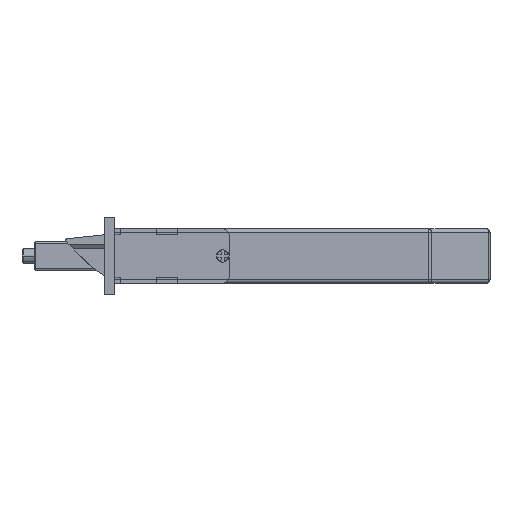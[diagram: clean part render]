
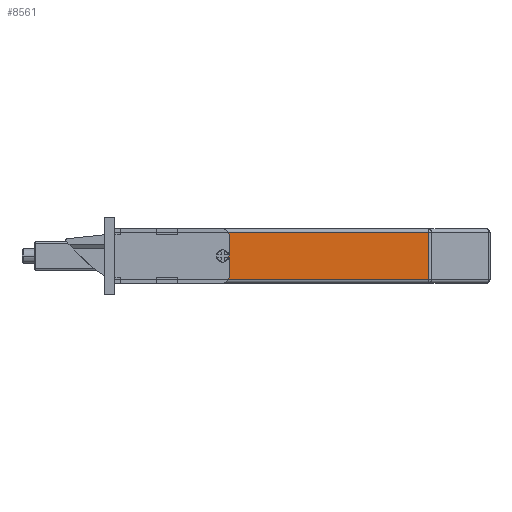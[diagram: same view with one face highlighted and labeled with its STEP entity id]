
A CAD part, front view. The second image highlights one B-rep face of the part: STEP entity #8561.
In plain terms, the highlighted planar face has unit normal (0, -1, 0).
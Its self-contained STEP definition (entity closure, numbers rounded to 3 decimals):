
#409 = CARTESIAN_POINT ( 'NONE',  ( 44.75, -14.7, 7.75 ) ) ;
#586 = CARTESIAN_POINT ( 'NONE',  ( 44.75, -14.7, 6. ) ) ;
#724 = AXIS2_PLACEMENT_3D ( 'NONE', #586, #10152, #7805 ) ;
#777 = EDGE_LOOP ( 'NONE', ( #4169, #5489 ) ) ;
#944 = ORIENTED_EDGE ( 'NONE', *, *, #1795, .T. ) ;
#1513 = DIRECTION ( 'NONE',  ( 0., -1., 0. ) ) ;
#1675 = AXIS2_PLACEMENT_3D ( 'NONE', #1679, #5799, #2615 ) ;
#1679 = CARTESIAN_POINT ( 'NONE',  ( 44.75, -14.7, 6. ) ) ;
#1795 = EDGE_CURVE ( 'NONE', #7209, #2256, #10145, .T. ) ;
#2256 = VERTEX_POINT ( 'NONE', #9204 ) ;
#2420 = LINE ( 'NONE', #7126, #4240 ) ;
#2615 = DIRECTION ( 'NONE',  ( 0., 0., -1. ) ) ;
#2987 = FACE_BOUND ( 'NONE', #777, .T. ) ;
#3168 = CARTESIAN_POINT ( 'NONE',  ( 44.75, -14.7, 4.25 ) ) ;
#3514 = LINE ( 'NONE', #6682, #9639 ) ;
#3539 = VERTEX_POINT ( 'NONE', #3168 ) ;
#3805 = EDGE_CURVE ( 'NONE', #2256, #7899, #3514, .T. ) ;
#4022 = AXIS2_PLACEMENT_3D ( 'NONE', #5483, #1513, #7832 ) ;
#4169 = ORIENTED_EDGE ( 'NONE', *, *, #6926, .F. ) ;
#4240 = VECTOR ( 'NONE', #8673, 1000. ) ;
#4724 = CARTESIAN_POINT ( 'NONE',  ( 104., -14.7, -0.75 ) ) ;
#5079 = CARTESIAN_POINT ( 'NONE',  ( 14., -14.7, 12.75 ) ) ;
#5252 = CIRCLE ( 'NONE', #724, 1.75 ) ;
#5483 = CARTESIAN_POINT ( 'NONE',  ( 14., -14.7, -1.75 ) ) ;
#5489 = ORIENTED_EDGE ( 'NONE', *, *, #9803, .F. ) ;
#5524 = VECTOR ( 'NONE', #5957, 1000. ) ;
#5758 = EDGE_LOOP ( 'NONE', ( #7448, #944, #7792, #5986 ) ) ;
#5799 = DIRECTION ( 'NONE',  ( 0., -1., 0. ) ) ;
#5957 = DIRECTION ( 'NONE',  ( -1., 0., 0. ) ) ;
#5986 = ORIENTED_EDGE ( 'NONE', *, *, #9211, .T. ) ;
#6071 = CARTESIAN_POINT ( 'NONE',  ( 103.586, -14.7, 12.75 ) ) ;
#6472 = CARTESIAN_POINT ( 'NONE',  ( 14., -14.7, -0.75 ) ) ;
#6682 = CARTESIAN_POINT ( 'NONE',  ( 103.586, -14.7, -1.75 ) ) ;
#6926 = EDGE_CURVE ( 'NONE', #3539, #8657, #5252, .T. ) ;
#6981 = EDGE_CURVE ( 'NONE', #7209, #8933, #2420, .T. ) ;
#7049 = PLANE ( 'NONE',  #4022 ) ;
#7126 = CARTESIAN_POINT ( 'NONE',  ( 14., -14.7, -1.75 ) ) ;
#7209 = VERTEX_POINT ( 'NONE', #6472 ) ;
#7448 = ORIENTED_EDGE ( 'NONE', *, *, #6981, .F. ) ;
#7792 = ORIENTED_EDGE ( 'NONE', *, *, #3805, .T. ) ;
#7805 = DIRECTION ( 'NONE',  ( 0., 0., -1. ) ) ;
#7832 = DIRECTION ( 'NONE',  ( 1., 0., 0. ) ) ;
#7899 = VERTEX_POINT ( 'NONE', #6071 ) ;
#8170 = CIRCLE ( 'NONE', #1675, 1.75 ) ;
#8521 = DIRECTION ( 'NONE',  ( 1., 0., 0. ) ) ;
#8561 = ADVANCED_FACE ( 'NONE', ( #2987, #9340 ), #7049, .T. ) ;
#8657 = VERTEX_POINT ( 'NONE', #409 ) ;
#8673 = DIRECTION ( 'NONE',  ( 0., 0., 1. ) ) ;
#8933 = VERTEX_POINT ( 'NONE', #9382 ) ;
#9204 = CARTESIAN_POINT ( 'NONE',  ( 103.586, -14.7, -0.75 ) ) ;
#9211 = EDGE_CURVE ( 'NONE', #7899, #8933, #10108, .T. ) ;
#9340 = FACE_OUTER_BOUND ( 'NONE', #5758, .T. ) ;
#9382 = CARTESIAN_POINT ( 'NONE',  ( 14., -14.7, 12.75 ) ) ;
#9639 = VECTOR ( 'NONE', #9874, 1000. ) ;
#9803 = EDGE_CURVE ( 'NONE', #8657, #3539, #8170, .T. ) ;
#9874 = DIRECTION ( 'NONE',  ( 0., 0., 1. ) ) ;
#9931 = VECTOR ( 'NONE', #8521, 1000. ) ;
#10108 = LINE ( 'NONE', #5079, #5524 ) ;
#10145 = LINE ( 'NONE', #4724, #9931 ) ;
#10152 = DIRECTION ( 'NONE',  ( 0., -1., 0. ) ) ;
